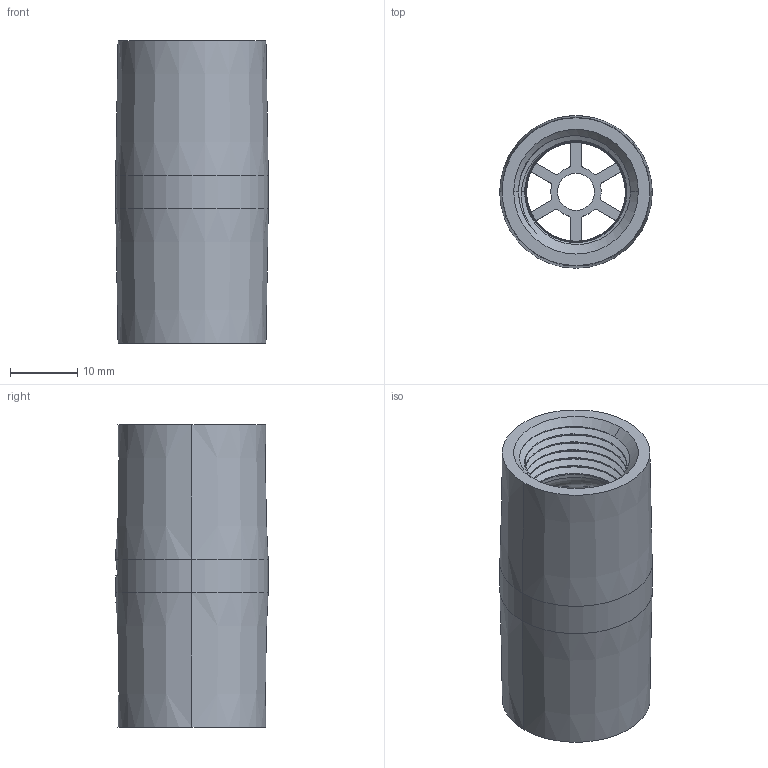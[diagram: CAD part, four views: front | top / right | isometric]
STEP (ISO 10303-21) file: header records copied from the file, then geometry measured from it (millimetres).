
FILE_DESCRIPTION (( 'STEP AP214' ), '1' );
FILE_NAME ('one-way valve body V3.STEP', '2020-03-25T21:24:44', ( '' ), ( '' ), 'SwSTEP 2.0', 'SolidWorks 2019', '' );
FILE_SCHEMA (( 'AUTOMOTIVE_DESIGN' ));
Length unit declared in the file: millimetre
Products named in the file (1): one-way valve body V3
Bounding box: 22.7 x 22.67 x 45 mm (x, y, z)
Volume: 8158.7 mm3; surface area: 7286.5 mm2
Topology: 1 solids, 1 shells, 133 faces, 373 edges, 242 vertices
Faces by surface type: cylinder 49, cone 42, plane 28, torus 8, bspline 6
Entity records: 9338 total; most frequent: CARTESIAN_POINT 6023, ORIENTED_EDGE 746, DIRECTION 612, EDGE_CURVE 373, VERTEX_POINT 242, AXIS2_PLACEMENT_3D 237, EDGE_LOOP 147, VECTOR 138
